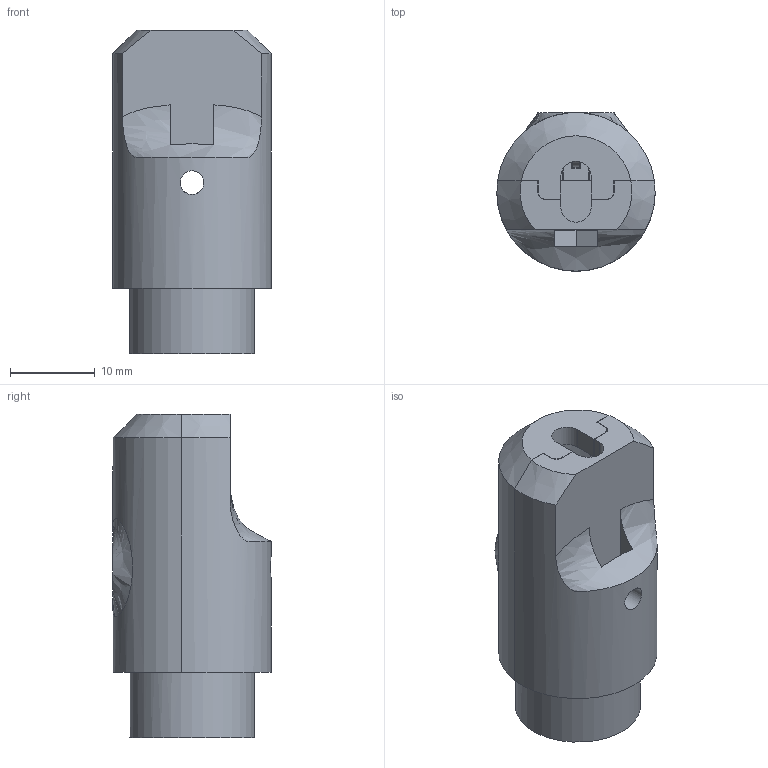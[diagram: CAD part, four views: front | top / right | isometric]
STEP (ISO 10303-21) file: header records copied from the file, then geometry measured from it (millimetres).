
FILE_DESCRIPTION(/* description */ (''),/* implementation_level */ '2;1');
FILE_NAME(/* name */ 'VAP_HW-3H_Connector_Assembly_V1.step',/* time_stamp */ '2019-10-22T19:06:00-04:00',/* author */ (''),/* organization */ (''),/* preprocessor_version */ 'ST-DEVELOPER v18',/* originating_system */ 'Autodesk Translation Framework v8.6.0.1094',/* authorisation */ '');
FILE_SCHEMA (('AUTOMOTIVE_DESIGN { 1 0 10303 214 3 1 1 }'));
Length unit declared in the file: millimetre
Products named in the file (7): VAP_HW-3H_Conn_V1; MainBody; TransducerConnector v3; Cover; bentHeaderPin(outerChannels); bentHeaderPin(outerChannels) (1); BentHeaderPin(centerChannel)
Assembly tree (6 placements, depth 3):
  VAP_HW-3H_Conn_V1
    MainBody
      TransducerConnector v3
    Cover
    bentHeaderPin(outerChannels)
    bentHeaderPin(outerChannels) (1)
    BentHeaderPin(centerChannel)
Bounding box: 18.72 x 18.72 x 38.2 mm (x, y, z)
Volume: 5957 mm3; surface area: 5357.6 mm2
Topology: 5 solids, 5 shells, 227 faces, 659 edges, 435 vertices
Faces by surface type: plane 155, cylinder 54, cone 10, torus 4, bspline 4
Full cylindrical faces by diameter (mm): 2.8 x3, 14.77 x1
Entity records: 8184 total; most frequent: CARTESIAN_POINT 1950, ORIENTED_EDGE 1310, DIRECTION 1223, EDGE_CURVE 655, LINE 465, VECTOR 465, VERTEX_POINT 435, AXIS2_PLACEMENT_3D 379
